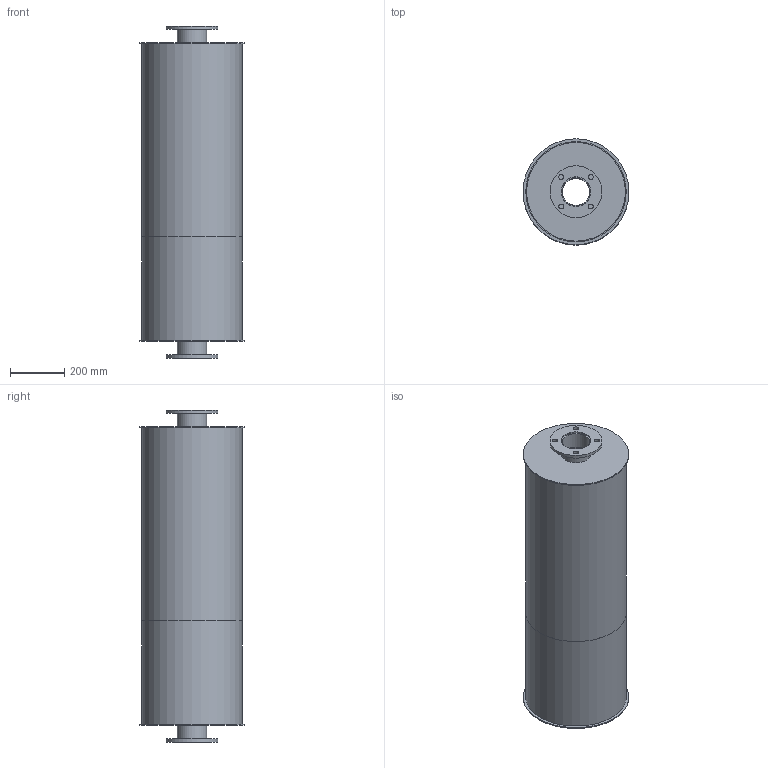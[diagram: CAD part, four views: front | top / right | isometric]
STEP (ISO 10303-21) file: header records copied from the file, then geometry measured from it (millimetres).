
FILE_DESCRIPTION(/* description */ (''),/* implementation_level */ '2;1');
FILE_NAME(/* name */ 'SAD 04.stp',/* time_stamp */ '2014-10-20T10:39:53+02:00',/* author */ ('Tekenkamer'),/* organization */ (''),/* preprocessor_version */ 'ST-DEVELOPER v15.6',/* originating_system */ 'Autodesk Inventor 2015',/* authorisation */ '');
FILE_SCHEMA (('AUTOMOTIVE_DESIGN { 1 0 10303 214 3 1 1 }'));
Length unit declared in the file: millimetre
Products named in the file (1): MAAT3D
Bounding box: 389 x 389 x 1220 mm (x, y, z)
Volume: 5215630.7 mm3; surface area: 3155027.2 mm2
Topology: 8 solids, 8 shells, 40 faces, 72 edges, 48 vertices
Faces by surface type: cylinder 24, plane 16
Full cylindrical faces by diameter (mm): 18 x8, 100.8 x2, 108 x2, 109 x2, 110 x2, 191 x2, 363 x2, 369 x2, 389 x2
Entity records: 972 total; most frequent: DIRECTION 178, CARTESIAN_POINT 137, EDGE_LOOP 96, ORIENTED_EDGE 96, AXIS2_PLACEMENT_3D 89, FACE_BOUND 56, CIRCLE 48, VERTEX_POINT 48
